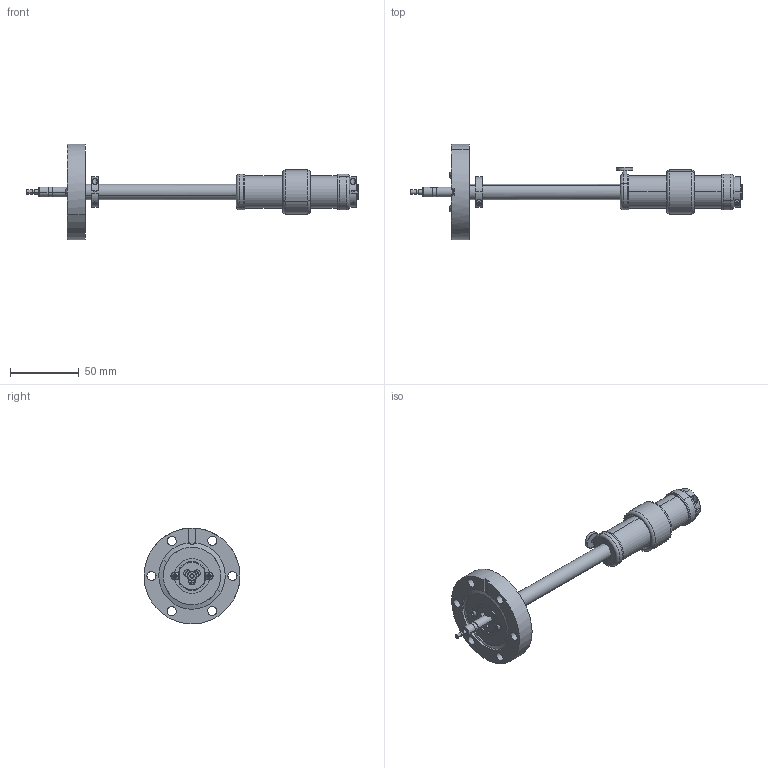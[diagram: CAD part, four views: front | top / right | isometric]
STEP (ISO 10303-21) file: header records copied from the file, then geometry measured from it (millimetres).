
FILE_DESCRIPTION(('CATIA V5 STEP Exchange','CAx-IF Rec.Pracs.--- Model Styling and Organization---1.2---2011-12-15'),'2;1');
FILE_NAME('MDG40-0100-0030.stp','2020-02-25T13:25:13+00:00',('none'),('none'),'CATIA Version 5 Release 21 SP 6 (IN-10)','CATIA V5 STEP AP214','none');
FILE_SCHEMA(('AUTOMOTIVE_DESIGN { 1 0 10303 214 1 1 1 1 }'));
Length unit declared in the file: millimetre
Products named in the file (1): MDG40-0100-0030
Bounding box: 240.6 x 69.49 x 69.48 mm (x, y, z)
Volume: 86512.4 mm3; surface area: 50578.7 mm2
Topology: 2 solids, 23 shells, 1014 faces, 2557 edges, 1574 vertices
Faces by surface type: plane 489, cylinder 331, cone 160, torus 34
Entity records: 28082 total; most frequent: CARTESIAN_POINT 5428, ORIENTED_EDGE 5062, DIRECTION 3542, EDGE_CURVE 2531, AXIS2_PLACEMENT_3D 1625, VERTEX_POINT 1574, VECTOR 1356, LINE 1356
